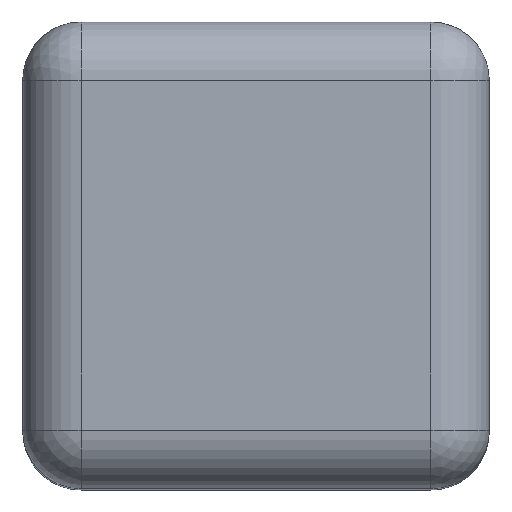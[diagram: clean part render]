
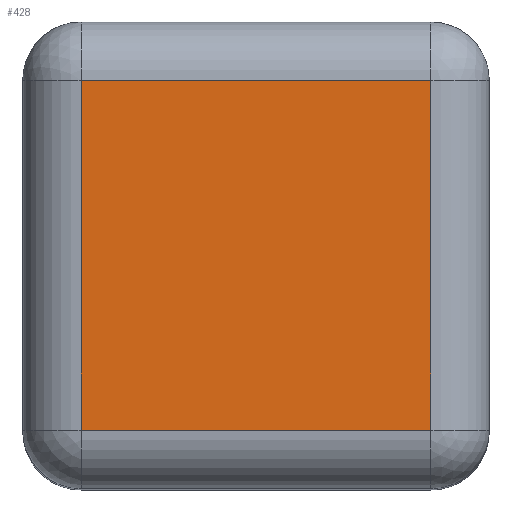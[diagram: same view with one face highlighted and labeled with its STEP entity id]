
A CAD part, top view. The second image highlights one B-rep face of the part: STEP entity #428.
In plain terms, the highlighted planar face has unit normal (0, 0, 1).
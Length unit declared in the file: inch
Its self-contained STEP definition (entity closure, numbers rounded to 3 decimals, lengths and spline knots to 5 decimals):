
#24=PLANE('',#504);
#59=FACE_OUTER_BOUND('',#91,.T.);
#91=EDGE_LOOP('',(#365,#366,#367,#368));
#108=LINE('',#744,#135);
#112=LINE('',#764,#139);
#117=LINE('',#778,#144);
#119=LINE('',#781,#146);
#135=VECTOR('',#572,0.3937);
#139=VECTOR('',#596,0.3937);
#144=VECTOR('',#613,0.3937);
#146=VECTOR('',#617,0.3937);
#193=VERTEX_POINT('',#717);
#200=VERTEX_POINT('',#735);
#205=VERTEX_POINT('',#757);
#210=VERTEX_POINT('',#773);
#240=EDGE_CURVE('',#193,#200,#108,.T.);
#250=EDGE_CURVE('',#205,#193,#112,.T.);
#258=EDGE_CURVE('',#200,#210,#117,.T.);
#260=EDGE_CURVE('',#210,#205,#119,.T.);
#365=ORIENTED_EDGE('',*,*,#240,.F.);
#366=ORIENTED_EDGE('',*,*,#250,.F.);
#367=ORIENTED_EDGE('',*,*,#260,.F.);
#368=ORIENTED_EDGE('',*,*,#258,.F.);
#428=ADVANCED_FACE('',(#59),#24,.T.);
#504=AXIS2_PLACEMENT_3D('',#798,#640,#641);
#572=DIRECTION('',(-1.,0.,0.));
#596=DIRECTION('',(0.,-1.,0.));
#613=DIRECTION('',(0.,1.,0.));
#617=DIRECTION('',(1.,0.,0.));
#640=DIRECTION('center_axis',(0.,0.,1.));
#641=DIRECTION('ref_axis',(1.,0.,0.));
#717=CARTESIAN_POINT('',(-0.125,0.125,0.));
#735=CARTESIAN_POINT('',(-0.875,0.125,0.));
#744=CARTESIAN_POINT('',(-0.75,0.125,0.));
#757=CARTESIAN_POINT('',(-0.125,0.875,0.));
#764=CARTESIAN_POINT('',(-0.125,0.,0.));
#773=CARTESIAN_POINT('',(-0.875,0.875,0.));
#778=CARTESIAN_POINT('',(-0.875,0.,0.));
#781=CARTESIAN_POINT('',(-0.75,0.875,0.));
#798=CARTESIAN_POINT('Origin',(-1.,0.,0.));
